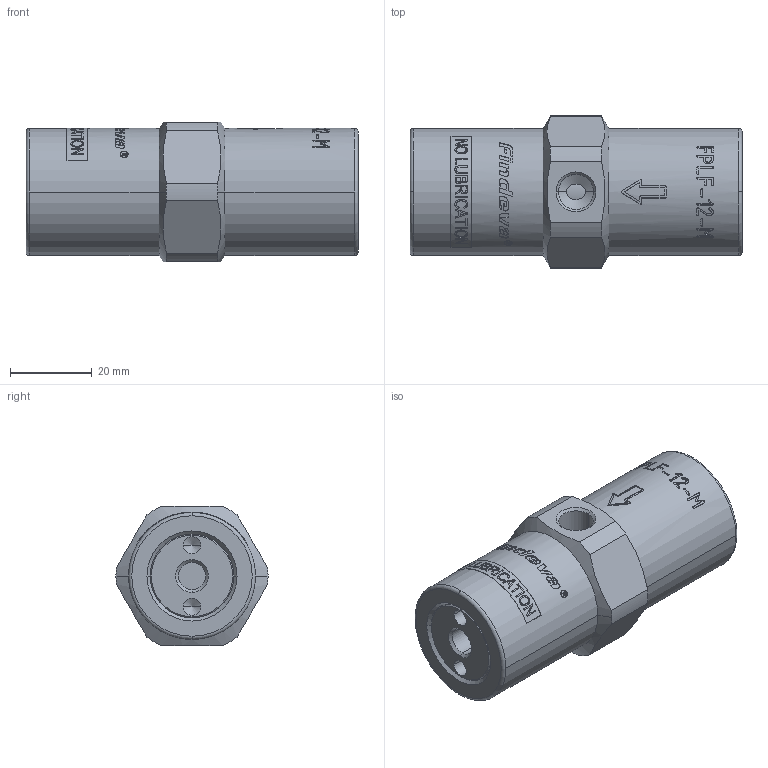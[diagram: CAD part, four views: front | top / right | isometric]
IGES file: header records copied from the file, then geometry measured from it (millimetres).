
Global section: file name: No Iges File Name specified; native system: Autodesk Inventor 2011; preprocessor: AutoDesk Inventor Iges Exporter R2011; author: Petr; date: 20120402.232758; units: millimetre
Bounding box: 81 x 37.1 x 34 mm (x, y, z)
Volume: 62183.3 mm3; surface area: 11141.7 mm2
Topology: 1 solids, 1 shells, 499 faces, 1321 edges, 871 vertices
Faces by surface type: bspline 253, plane 177, cylinder 57, cone 8, torus 4
